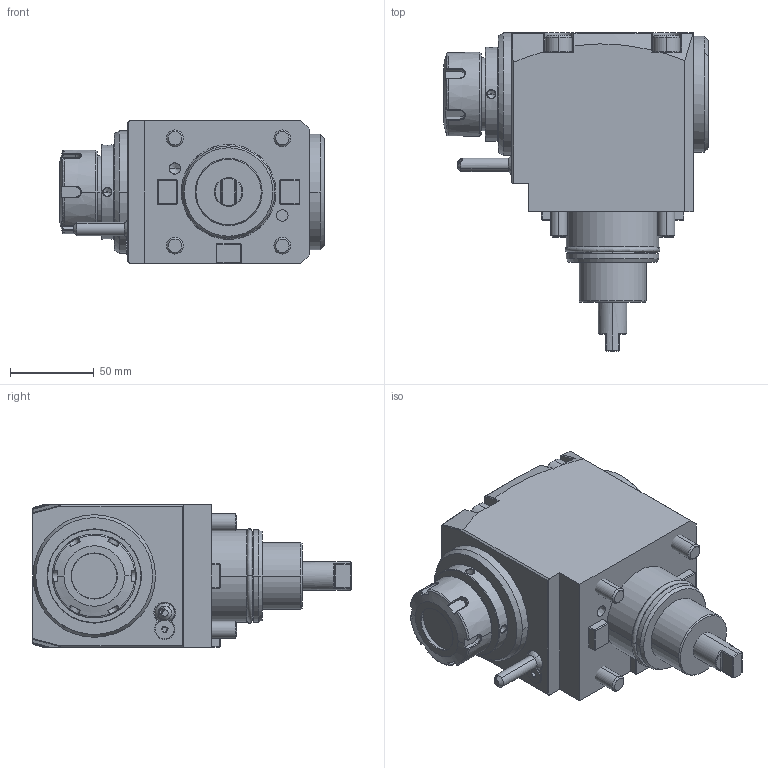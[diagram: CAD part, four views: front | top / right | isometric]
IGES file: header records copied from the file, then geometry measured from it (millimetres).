
Start section:  PTC IGES file: ngt2_55_201_32_1_3_70_em1.igs
Global section: file name: ngt2_55_201_32_1_3_70_em1.igs; native system: Pro/ENGINEER by Parametric Technology Corporation; preprocessor: 2010280; author: vali; organization: Unknown; date: 20230925.103456; units: millimetre
Bounding box: 157.6 x 189.5 x 85 mm (x, y, z)
Volume: 1180449 mm3; surface area: 103724 mm2
Topology: 2 solids, 6 shells, 472 faces, 1133 edges, 699 vertices
Faces by surface type: bspline 262, revolution 197, extrusion 13
